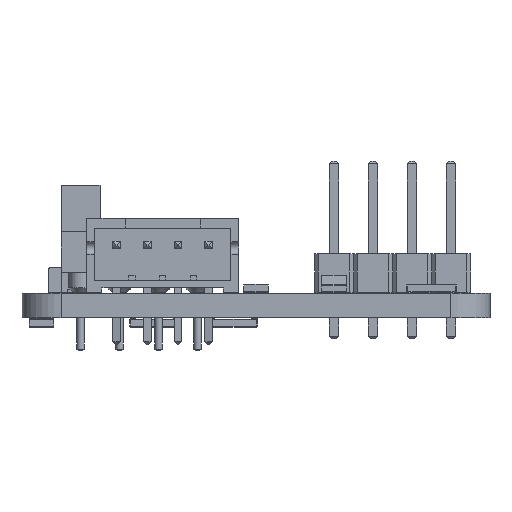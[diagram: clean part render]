
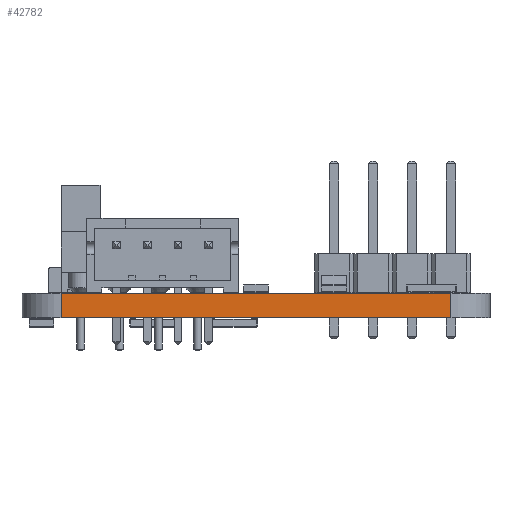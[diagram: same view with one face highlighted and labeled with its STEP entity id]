
A CAD part, left-side view. The second image highlights one B-rep face of the part: STEP entity #42782.
In plain terms, the highlighted planar face has unit normal (-1, 0, 0).
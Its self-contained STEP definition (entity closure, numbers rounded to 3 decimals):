
#38753 = PLANE('',#38754);
#38754 = AXIS2_PLACEMENT_3D('',#38755,#38756,#38757);
#38755 = CARTESIAN_POINT('',(127.,-93.98,1.6));
#38756 = DIRECTION('',(0.,0.,1.));
#38757 = DIRECTION('',(1.,0.,-0.));
#38808 = PLANE('',#38809);
#38809 = AXIS2_PLACEMENT_3D('',#38810,#38811,#38812);
#38810 = CARTESIAN_POINT('',(127.,-93.98,0.));
#38811 = DIRECTION('',(0.,0.,1.));
#38812 = DIRECTION('',(1.,0.,-0.));
#38939 = CYLINDRICAL_SURFACE('',#38940,2.54);
#38940 = AXIS2_PLACEMENT_3D('',#38941,#38942,#38943);
#38941 = CARTESIAN_POINT('',(88.9,-81.28,0.));
#38942 = DIRECTION('',(-0.,-0.,-1.));
#38943 = DIRECTION('',(1.,0.,-0.));
#38978 = VERTEX_POINT('',#38979);
#38979 = CARTESIAN_POINT('',(86.36,-81.28,0.));
#39001 = EDGE_CURVE('',#38978,#39002,#39004,.T.);
#39002 = VERTEX_POINT('',#39003);
#39003 = CARTESIAN_POINT('',(86.36,-106.68,0.));
#39004 = SURFACE_CURVE('',#39005,(#39009,#39016),.PCURVE_S1.);
#39005 = LINE('',#39006,#39007);
#39006 = CARTESIAN_POINT('',(86.36,-81.28,0.));
#39007 = VECTOR('',#39008,1.);
#39008 = DIRECTION('',(0.,-1.,0.));
#39009 = PCURVE('',#38808,#39010);
#39010 = DEFINITIONAL_REPRESENTATION('',(#39011),#39015);
#39011 = LINE('',#39012,#39013);
#39012 = CARTESIAN_POINT('',(-40.64,12.7));
#39013 = VECTOR('',#39014,1.);
#39014 = DIRECTION('',(0.,-1.));
#39015 = ( GEOMETRIC_REPRESENTATION_CONTEXT(2) 
PARAMETRIC_REPRESENTATION_CONTEXT() REPRESENTATION_CONTEXT('2D SPACE',''
  ) );
#39016 = PCURVE('',#39017,#39022);
#39017 = PLANE('',#39018);
#39018 = AXIS2_PLACEMENT_3D('',#39019,#39020,#39021);
#39019 = CARTESIAN_POINT('',(86.36,-81.28,0.));
#39020 = DIRECTION('',(1.,0.,-0.));
#39021 = DIRECTION('',(0.,-1.,0.));
#39022 = DEFINITIONAL_REPRESENTATION('',(#39023),#39027);
#39023 = LINE('',#39024,#39025);
#39024 = CARTESIAN_POINT('',(0.,0.));
#39025 = VECTOR('',#39026,1.);
#39026 = DIRECTION('',(1.,0.));
#39027 = ( GEOMETRIC_REPRESENTATION_CONTEXT(2) 
PARAMETRIC_REPRESENTATION_CONTEXT() REPRESENTATION_CONTEXT('2D SPACE',''
  ) );
#39046 = CYLINDRICAL_SURFACE('',#39047,2.54);
#39047 = AXIS2_PLACEMENT_3D('',#39048,#39049,#39050);
#39048 = CARTESIAN_POINT('',(88.9,-106.68,0.));
#39049 = DIRECTION('',(-0.,-0.,-1.));
#39050 = DIRECTION('',(1.,0.,-0.));
#41008 = VERTEX_POINT('',#41009);
#41009 = CARTESIAN_POINT('',(86.36,-81.28,1.6));
#41031 = EDGE_CURVE('',#41008,#41032,#41034,.T.);
#41032 = VERTEX_POINT('',#41033);
#41033 = CARTESIAN_POINT('',(86.36,-106.68,1.6));
#41034 = SURFACE_CURVE('',#41035,(#41039,#41046),.PCURVE_S1.);
#41035 = LINE('',#41036,#41037);
#41036 = CARTESIAN_POINT('',(86.36,-81.28,1.6));
#41037 = VECTOR('',#41038,1.);
#41038 = DIRECTION('',(0.,-1.,0.));
#41039 = PCURVE('',#38753,#41040);
#41040 = DEFINITIONAL_REPRESENTATION('',(#41041),#41045);
#41041 = LINE('',#41042,#41043);
#41042 = CARTESIAN_POINT('',(-40.64,12.7));
#41043 = VECTOR('',#41044,1.);
#41044 = DIRECTION('',(0.,-1.));
#41045 = ( GEOMETRIC_REPRESENTATION_CONTEXT(2) 
PARAMETRIC_REPRESENTATION_CONTEXT() REPRESENTATION_CONTEXT('2D SPACE',''
  ) );
#41046 = PCURVE('',#39017,#41047);
#41047 = DEFINITIONAL_REPRESENTATION('',(#41048),#41052);
#41048 = LINE('',#41049,#41050);
#41049 = CARTESIAN_POINT('',(0.,-1.6));
#41050 = VECTOR('',#41051,1.);
#41051 = DIRECTION('',(1.,0.));
#41052 = ( GEOMETRIC_REPRESENTATION_CONTEXT(2) 
PARAMETRIC_REPRESENTATION_CONTEXT() REPRESENTATION_CONTEXT('2D SPACE',''
  ) );
#42734 = EDGE_CURVE('',#38978,#41008,#42735,.T.);
#42735 = SURFACE_CURVE('',#42736,(#42740,#42747),.PCURVE_S1.);
#42736 = LINE('',#42737,#42738);
#42737 = CARTESIAN_POINT('',(86.36,-81.28,0.));
#42738 = VECTOR('',#42739,1.);
#42739 = DIRECTION('',(0.,0.,1.));
#42740 = PCURVE('',#38939,#42741);
#42741 = DEFINITIONAL_REPRESENTATION('',(#42742),#42746);
#42742 = LINE('',#42743,#42744);
#42743 = CARTESIAN_POINT('',(-3.142,0.));
#42744 = VECTOR('',#42745,1.);
#42745 = DIRECTION('',(-0.,-1.));
#42746 = ( GEOMETRIC_REPRESENTATION_CONTEXT(2) 
PARAMETRIC_REPRESENTATION_CONTEXT() REPRESENTATION_CONTEXT('2D SPACE',''
  ) );
#42747 = PCURVE('',#39017,#42748);
#42748 = DEFINITIONAL_REPRESENTATION('',(#42749),#42753);
#42749 = LINE('',#42750,#42751);
#42750 = CARTESIAN_POINT('',(0.,0.));
#42751 = VECTOR('',#42752,1.);
#42752 = DIRECTION('',(0.,-1.));
#42753 = ( GEOMETRIC_REPRESENTATION_CONTEXT(2) 
PARAMETRIC_REPRESENTATION_CONTEXT() REPRESENTATION_CONTEXT('2D SPACE',''
  ) );
#42782 = ADVANCED_FACE('',(#42783),#39017,.F.);
#42783 = FACE_BOUND('',#42784,.F.);
#42784 = EDGE_LOOP('',(#42785,#42786,#42787,#42808));
#42785 = ORIENTED_EDGE('',*,*,#42734,.T.);
#42786 = ORIENTED_EDGE('',*,*,#41031,.T.);
#42787 = ORIENTED_EDGE('',*,*,#42788,.F.);
#42788 = EDGE_CURVE('',#39002,#41032,#42789,.T.);
#42789 = SURFACE_CURVE('',#42790,(#42794,#42801),.PCURVE_S1.);
#42790 = LINE('',#42791,#42792);
#42791 = CARTESIAN_POINT('',(86.36,-106.68,0.));
#42792 = VECTOR('',#42793,1.);
#42793 = DIRECTION('',(0.,0.,1.));
#42794 = PCURVE('',#39017,#42795);
#42795 = DEFINITIONAL_REPRESENTATION('',(#42796),#42800);
#42796 = LINE('',#42797,#42798);
#42797 = CARTESIAN_POINT('',(25.4,0.));
#42798 = VECTOR('',#42799,1.);
#42799 = DIRECTION('',(0.,-1.));
#42800 = ( GEOMETRIC_REPRESENTATION_CONTEXT(2) 
PARAMETRIC_REPRESENTATION_CONTEXT() REPRESENTATION_CONTEXT('2D SPACE',''
  ) );
#42801 = PCURVE('',#39046,#42802);
#42802 = DEFINITIONAL_REPRESENTATION('',(#42803),#42807);
#42803 = LINE('',#42804,#42805);
#42804 = CARTESIAN_POINT('',(-3.142,0.));
#42805 = VECTOR('',#42806,1.);
#42806 = DIRECTION('',(-0.,-1.));
#42807 = ( GEOMETRIC_REPRESENTATION_CONTEXT(2) 
PARAMETRIC_REPRESENTATION_CONTEXT() REPRESENTATION_CONTEXT('2D SPACE',''
  ) );
#42808 = ORIENTED_EDGE('',*,*,#39001,.F.);
